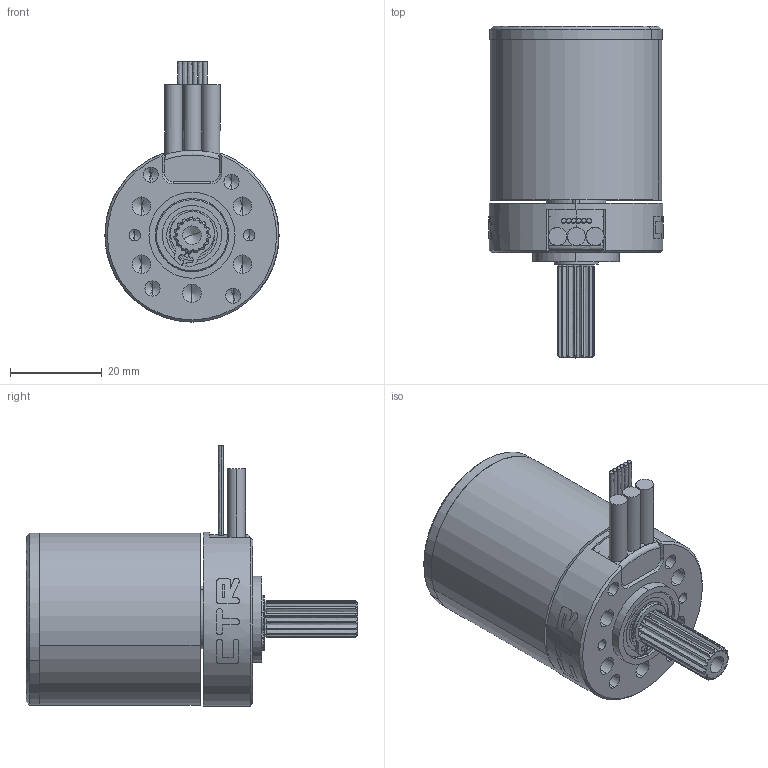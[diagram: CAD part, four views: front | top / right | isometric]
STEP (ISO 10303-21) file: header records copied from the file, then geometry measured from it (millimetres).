
FILE_DESCRIPTION (( 'STEP AP214' ), '1' );
FILE_NAME ('Minion.STEP', '2024-10-28T17:55:16', ( '' ), ( '' ), 'SwSTEP 2.0', 'SolidWorks 2021', '' );
FILE_SCHEMA (( 'AUTOMOTIVE_DESIGN' ));
Length unit declared in the file: millimetre
Products named in the file (1): Minion
Bounding box: 38.02 x 72.5 x 56.86 mm (x, y, z)
Volume: 31995.4 mm3; surface area: 38277.2 mm2
Topology: 33 solids, 33 shells, 1061 faces, 2770 edges, 1779 vertices
Faces by surface type: plane 446, cylinder 360, bspline 108, cone 66, torus 53, sphere 28
Entity records: 56577 total; most frequent: CARTESIAN_POINT 19226, ORIENTED_EDGE 5372, DIRECTION 5161, EDGE_CURVE 2686, AXIS2_PLACEMENT_3D 1946, VERTEX_POINT 1743, VECTOR 1269, LINE 1269
